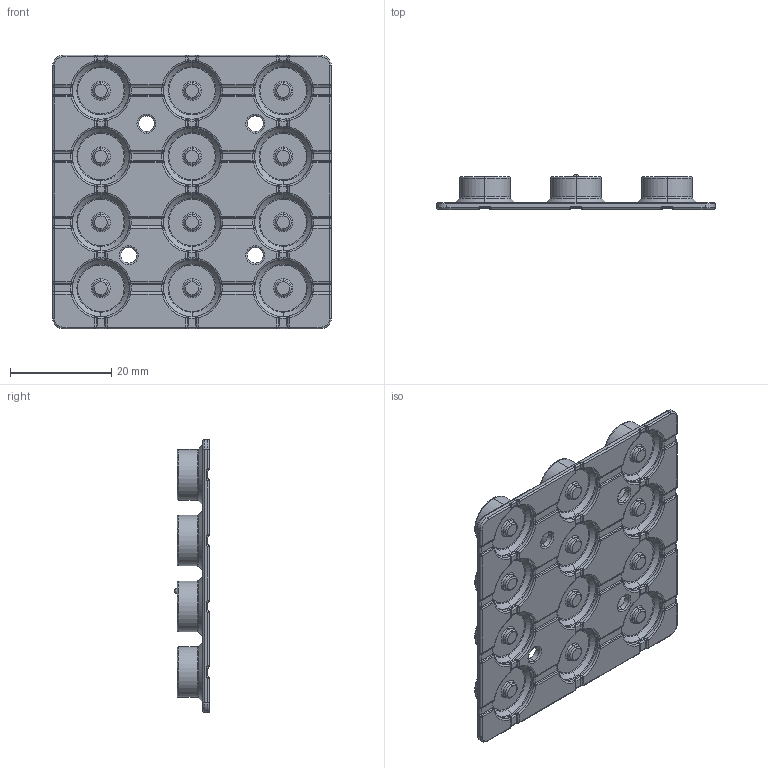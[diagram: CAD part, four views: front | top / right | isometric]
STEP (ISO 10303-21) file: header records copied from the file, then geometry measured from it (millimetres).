
FILE_DESCRIPTION (( 'STEP AP214' ), '1' );
FILE_NAME ('2282 - 005 - KEYBOARD SLEEVE - V02 - 20241219.STEP', '2024-12-19T12:18:13', ( '' ), ( '' ), 'SwSTEP 2.0', 'SolidWorks 2022', '' );
FILE_SCHEMA (( 'AUTOMOTIVE_DESIGN' ));
Length unit declared in the file: millimetre
Products named in the file (1): 2282 - 005 - KEYBOARD SLEEVE - V02 - 20241219
Bounding box: 54.98 x 6.9 x 53.98 mm (x, y, z)
Volume: 6590 mm3; surface area: 8429.8 mm2
Topology: 1 solids, 1 shells, 1081 faces, 2529 edges, 1481 vertices
Faces by surface type: torus 391, cylinder 216, sphere 126, bspline 124, plane 116, cone 108
Entity records: 33659 total; most frequent: CARTESIAN_POINT 8974, DIRECTION 5745, ORIENTED_EDGE 5018, AXIS2_PLACEMENT_3D 2616, EDGE_CURVE 2509, CIRCLE 1658, VERTEX_POINT 1479, EDGE_LOOP 1138
